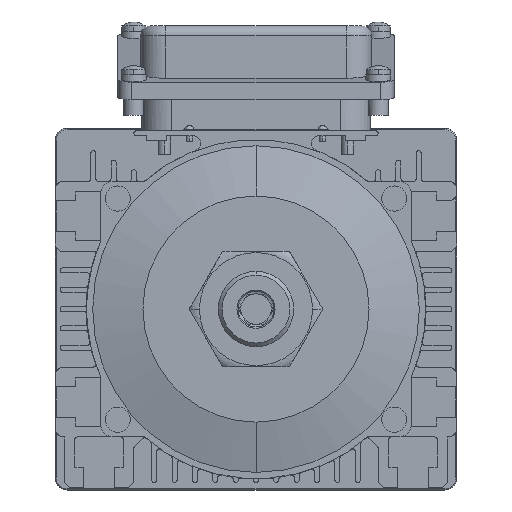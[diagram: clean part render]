
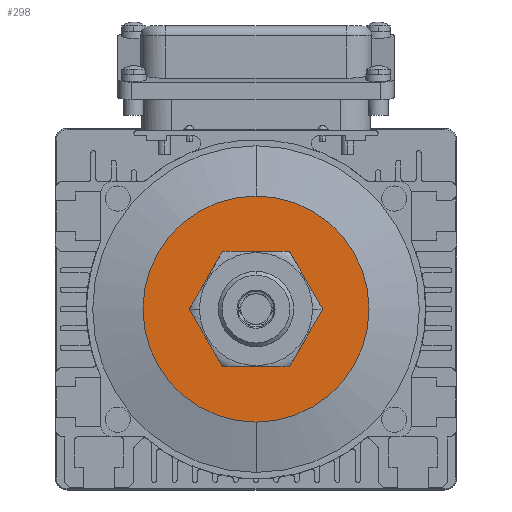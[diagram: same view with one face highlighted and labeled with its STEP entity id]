
A CAD part, front view. The second image highlights one B-rep face of the part: STEP entity #298.
In plain terms, the highlighted planar face has unit normal (0, -1, 0).
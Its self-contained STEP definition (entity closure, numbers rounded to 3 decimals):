
#253=CARTESIAN_POINT('',(-0.,-66.,15.));
#254=DIRECTION('',(-0.,-1.,-0.));
#255=DIRECTION('',(1.,-0.,-0.));
#256=AXIS2_PLACEMENT_3D('',#253,#254,#255);
#257=PLANE('',#256);
#258=CARTESIAN_POINT('',(22.5,-66.,0.));
#259=VERTEX_POINT('',#258);
#260=CARTESIAN_POINT('',(-22.5,-66.,0.));
#261=VERTEX_POINT('',#260);
#262=CARTESIAN_POINT('',(-0.,-66.,0.));
#263=DIRECTION('',(-0.,-1.,-0.));
#264=DIRECTION('',(0.,0.,-1.));
#265=AXIS2_PLACEMENT_3D('',#262,#263,#264);
#266=CIRCLE('',#265,22.5);
#267=EDGE_CURVE('',#259,#261,#266,.T.);
#268=ORIENTED_EDGE('',*,*,#267,.F.);
#269=CARTESIAN_POINT('',(-0.,-66.,0.));
#270=DIRECTION('',(-0.,-1.,-0.));
#271=DIRECTION('',(0.,0.,-1.));
#272=AXIS2_PLACEMENT_3D('',#269,#270,#271);
#273=CIRCLE('',#272,22.5);
#274=EDGE_CURVE('',#261,#259,#273,.T.);
#275=ORIENTED_EDGE('',*,*,#274,.F.);
#276=EDGE_LOOP('',(#268,#275));
#277=FACE_BOUND('',#276,.T.);
#278=CARTESIAN_POINT('',(-0.,-66.,45.));
#279=VERTEX_POINT('',#278);
#280=CARTESIAN_POINT('',(-0.,-66.,-45.));
#281=VERTEX_POINT('',#280);
#282=CARTESIAN_POINT('',(-0.,-66.,0.));
#283=DIRECTION('',(-0.,-1.,-0.));
#284=DIRECTION('',(-0.,0.,-1.));
#285=AXIS2_PLACEMENT_3D('',#282,#283,#284);
#286=CIRCLE('',#285,45.);
#287=EDGE_CURVE('',#279,#281,#286,.T.);
#288=ORIENTED_EDGE('',*,*,#287,.T.);
#289=CARTESIAN_POINT('',(-0.,-66.,0.));
#290=DIRECTION('',(-0.,-1.,-0.));
#291=DIRECTION('',(-0.,0.,-1.));
#292=AXIS2_PLACEMENT_3D('',#289,#290,#291);
#293=CIRCLE('',#292,45.);
#294=EDGE_CURVE('',#281,#279,#293,.T.);
#295=ORIENTED_EDGE('',*,*,#294,.T.);
#296=EDGE_LOOP('',(#288,#295));
#297=FACE_BOUND('',#296,.T.);
#298=ADVANCED_FACE('',(#277,#297),#257,.T.);
